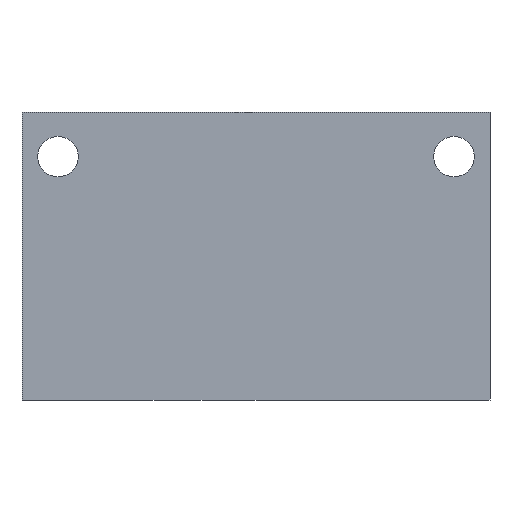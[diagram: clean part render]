
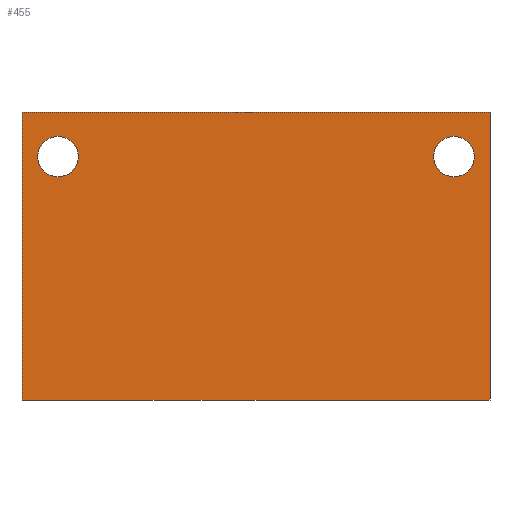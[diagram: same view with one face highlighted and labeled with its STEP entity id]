
A CAD part, front view. The second image highlights one B-rep face of the part: STEP entity #455.
In plain terms, the highlighted planar face has unit normal (0, -1, 0).
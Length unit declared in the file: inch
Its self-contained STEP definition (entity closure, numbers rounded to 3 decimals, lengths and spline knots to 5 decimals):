
#112=DIRECTION('',(0.,0.,-1.));
#113=VECTOR('',#112,2.);
#114=CARTESIAN_POINT('',(-1.625,0.,0.));
#115=LINE('',#114,#113);
#132=DIRECTION('',(1.,0.,0.));
#133=VECTOR('',#132,3.25);
#134=CARTESIAN_POINT('',(-1.625,0.,0.));
#135=LINE('',#134,#133);
#136=CARTESIAN_POINT('',(1.375,0.,-0.31));
#137=DIRECTION('',(0.,-1.,0.));
#138=DIRECTION('',(1.,0.,0.));
#139=AXIS2_PLACEMENT_3D('',#136,#137,#138);
#141=CARTESIAN_POINT('',(1.375,0.,-0.31));
#142=DIRECTION('',(0.,-1.,0.));
#143=DIRECTION('',(-1.,0.,0.));
#144=AXIS2_PLACEMENT_3D('',#141,#142,#143);
#146=CARTESIAN_POINT('',(-1.375,0.,-0.31));
#147=DIRECTION('',(0.,-1.,0.));
#148=DIRECTION('',(1.,0.,0.));
#149=AXIS2_PLACEMENT_3D('',#146,#147,#148);
#151=CARTESIAN_POINT('',(-1.375,0.,-0.31));
#152=DIRECTION('',(0.,-1.,0.));
#153=DIRECTION('',(-1.,0.,0.));
#154=AXIS2_PLACEMENT_3D('',#151,#152,#153);
#248=DIRECTION('',(1.,0.,0.));
#249=VECTOR('',#248,3.25);
#250=CARTESIAN_POINT('',(-1.625,0.,-2.));
#251=LINE('',#250,#249);
#262=DIRECTION('',(0.,0.,-1.));
#263=VECTOR('',#262,2.);
#264=CARTESIAN_POINT('',(1.625,0.,0.));
#265=LINE('',#264,#263);
#354=CARTESIAN_POINT('',(-1.625,0.,0.));
#355=CARTESIAN_POINT('',(-1.625,0.,-2.));
#356=VERTEX_POINT('',#354);
#357=VERTEX_POINT('',#355);
#364=CARTESIAN_POINT('',(1.625,0.,0.));
#365=CARTESIAN_POINT('',(1.625,0.,-2.));
#366=VERTEX_POINT('',#364);
#367=VERTEX_POINT('',#365);
#395=CARTESIAN_POINT('',(1.5155,0.,-0.31));
#396=CARTESIAN_POINT('',(1.2345,0.,-0.31));
#397=VERTEX_POINT('',#395);
#398=VERTEX_POINT('',#396);
#403=CARTESIAN_POINT('',(-1.2345,0.,-0.31));
#404=CARTESIAN_POINT('',(-1.5155,0.,-0.31));
#405=VERTEX_POINT('',#403);
#406=VERTEX_POINT('',#404);
#429=CARTESIAN_POINT('',(-1.625,0.,0.));
#430=DIRECTION('',(0.,-1.,0.));
#431=DIRECTION('',(0.,0.,-1.));
#432=AXIS2_PLACEMENT_3D('',#429,#430,#431);
#433=PLANE('',#432);
#434=ORIENTED_EDGE('',*,*,#416,.F.);
#436=ORIENTED_EDGE('',*,*,#435,.T.);
#438=ORIENTED_EDGE('',*,*,#437,.T.);
#440=ORIENTED_EDGE('',*,*,#439,.F.);
#441=EDGE_LOOP('',(#434,#436,#438,#440));
#442=FACE_OUTER_BOUND('',#441,.F.);
#444=ORIENTED_EDGE('',*,*,#443,.T.);
#446=ORIENTED_EDGE('',*,*,#445,.T.);
#447=EDGE_LOOP('',(#444,#446));
#448=FACE_BOUND('',#447,.F.);
#450=ORIENTED_EDGE('',*,*,#449,.T.);
#452=ORIENTED_EDGE('',*,*,#451,.T.);
#453=EDGE_LOOP('',(#450,#452));
#454=FACE_BOUND('',#453,.F.);
#455=ADVANCED_FACE('',(#442,#448,#454),#433,.T.);
#140=CIRCLE('',#139,0.1405);
#145=CIRCLE('',#144,0.1405);
#150=CIRCLE('',#149,0.1405);
#155=CIRCLE('',#154,0.1405);
#416=EDGE_CURVE('',#356,#357,#115,.T.);
#435=EDGE_CURVE('',#356,#366,#135,.T.);
#437=EDGE_CURVE('',#366,#367,#265,.T.);
#439=EDGE_CURVE('',#357,#367,#251,.T.);
#443=EDGE_CURVE('',#397,#398,#140,.T.);
#445=EDGE_CURVE('',#398,#397,#145,.T.);
#449=EDGE_CURVE('',#405,#406,#150,.T.);
#451=EDGE_CURVE('',#406,#405,#155,.T.);
